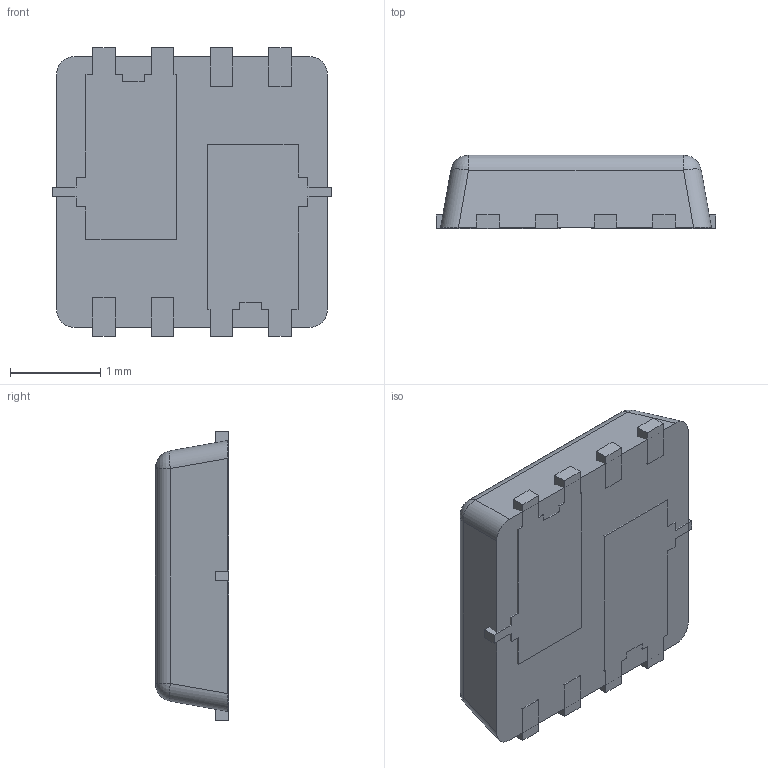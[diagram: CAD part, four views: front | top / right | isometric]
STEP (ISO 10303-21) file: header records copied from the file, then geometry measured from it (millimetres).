
FILE_DESCRIPTION (( 'STEP AP214' ), '1' );
FILE_NAME ('User Library-DFN_3x3_8L_EP2_P.STEP', '2019-07-01T15:48:28', ( '' ), ( '' ), 'SwSTEP 2.0', 'SolidWorks 2019', '' );
FILE_SCHEMA (( 'AUTOMOTIVE_DESIGN' ));
Length unit declared in the file: millimetre
Products named in the file (3): User Library-DFN_3x3_8L_EP2_P_body; User Library-DFN_3x3_8L_EP2_P_lead frame; User Library-DFN_3x3_8L_EP2_P
Assembly tree (2 placements, depth 2):
  User Library-DFN_3x3_8L_EP2_P
    User Library-DFN_3x3_8L_EP2_P_lead frame
    User Library-DFN_3x3_8L_EP2_P_body
Bounding box: 3.1 x 0.81 x 3.2 mm (x, y, z)
Volume: 7.1 mm3; surface area: 36.9 mm2
Topology: 7 solids, 7 shells, 107 faces, 335 edges, 251 vertices
Faces by surface type: plane 95, cylinder 8, sphere 4
Entity records: 4536 total; most frequent: CARTESIAN_POINT 1328, ORIENTED_EDGE 662, DIRECTION 516, EDGE_CURVE 331, LINE 264, VECTOR 264, VERTEX_POINT 251, AXIS2_PLACEMENT_3D 126
